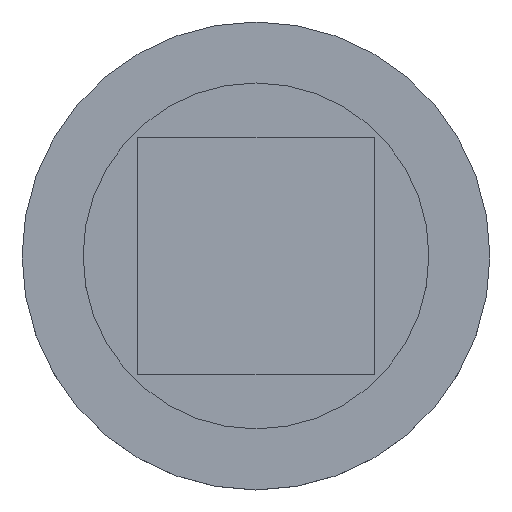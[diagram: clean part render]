
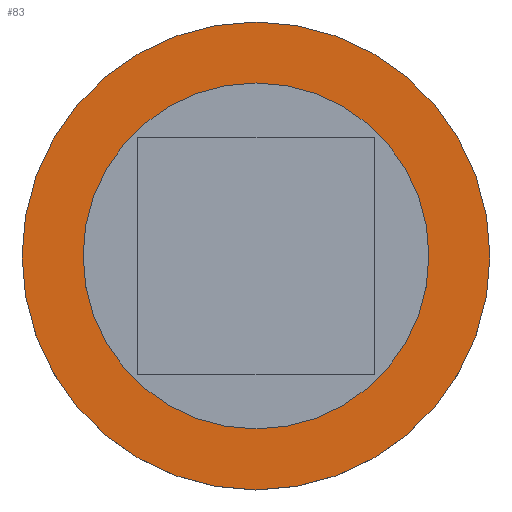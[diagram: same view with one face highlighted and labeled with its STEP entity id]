
A CAD part, top view. The second image highlights one B-rep face of the part: STEP entity #83.
In plain terms, the highlighted planar face has unit normal (0, 0, 1).
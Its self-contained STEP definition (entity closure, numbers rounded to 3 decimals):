
#63 = ORIENTED_EDGE ( 'NONE', *, *, #647, .F. ) ;
#65 = EDGE_CURVE ( 'NONE', #674, #672, #285, .T. ) ;
#66 = ORIENTED_EDGE ( 'NONE', *, *, #65, .F. ) ;
#67 = EDGE_LOOP ( 'NONE', ( #66, #63 ) ) ;
#74 = ORIENTED_EDGE ( 'NONE', *, *, #667, .F. ) ;
#76 = EDGE_LOOP ( 'NONE', ( #74, #93 ) ) ;
#83 = ADVANCED_FACE ( 'NONE', ( #445, #348 ), #411, .F. ) ;
#93 = ORIENTED_EDGE ( 'NONE', *, *, #652, .F. ) ;
#283 = CARTESIAN_POINT ( 'NONE',  ( 0., 0., 6.33 ) ) ;
#284 = AXIS2_PLACEMENT_3D ( 'NONE', #283, #315, #314 ) ;
#285 = CIRCLE ( 'NONE', #284, 19.75 ) ;
#314 = DIRECTION ( 'NONE',  ( -1., 0., 0. ) ) ;
#315 = DIRECTION ( 'NONE',  ( 0., 0., -1. ) ) ;
#346 = DIRECTION ( 'NONE',  ( 0., 0., -1. ) ) ;
#347 = CARTESIAN_POINT ( 'NONE',  ( 0., 22.805, 6.33 ) ) ;
#348 = FACE_OUTER_BOUND ( 'NONE', #67, .T. ) ;
#411 = PLANE ( 'NONE',  #427 ) ;
#417 = DIRECTION ( 'NONE',  ( -1., 0., 0. ) ) ;
#427 = AXIS2_PLACEMENT_3D ( 'NONE', #347, #346, #417 ) ;
#445 = FACE_BOUND ( 'NONE', #76, .T. ) ;
#594 = CARTESIAN_POINT ( 'NONE',  ( -14.6, 0., 6.33 ) ) ;
#599 = DIRECTION ( 'NONE',  ( 1., 0., 0. ) ) ;
#600 = DIRECTION ( 'NONE',  ( 0., 0., 1. ) ) ;
#601 = CARTESIAN_POINT ( 'NONE',  ( 0., 0., 6.33 ) ) ;
#602 = AXIS2_PLACEMENT_3D ( 'NONE', #601, #600, #599 ) ;
#603 = CIRCLE ( 'NONE', #602, 14.6 ) ;
#605 = DIRECTION ( 'NONE',  ( -1., 0., 0. ) ) ;
#606 = DIRECTION ( 'NONE',  ( 0., 0., -1. ) ) ;
#607 = CARTESIAN_POINT ( 'NONE',  ( 0., 0., 6.33 ) ) ;
#608 = AXIS2_PLACEMENT_3D ( 'NONE', #607, #606, #605 ) ;
#612 = CIRCLE ( 'NONE', #608, 19.75 ) ;
#620 = CARTESIAN_POINT ( 'NONE',  ( 19.75, 0., 6.33 ) ) ;
#625 = CARTESIAN_POINT ( 'NONE',  ( -19.75, 0., 6.33 ) ) ;
#631 = CARTESIAN_POINT ( 'NONE',  ( 14.6, 0., 6.33 ) ) ;
#632 = DIRECTION ( 'NONE',  ( 1., 0., 0. ) ) ;
#633 = DIRECTION ( 'NONE',  ( 0., 0., 1. ) ) ;
#634 = CARTESIAN_POINT ( 'NONE',  ( 0., 0., 6.33 ) ) ;
#635 = AXIS2_PLACEMENT_3D ( 'NONE', #634, #633, #632 ) ;
#639 = CIRCLE ( 'NONE', #635, 14.6 ) ;
#647 = EDGE_CURVE ( 'NONE', #672, #674, #612, .T. ) ;
#652 = EDGE_CURVE ( 'NONE', #657, #668, #603, .T. ) ;
#657 = VERTEX_POINT ( 'NONE', #594 ) ;
#667 = EDGE_CURVE ( 'NONE', #668, #657, #639, .T. ) ;
#668 = VERTEX_POINT ( 'NONE', #631 ) ;
#672 = VERTEX_POINT ( 'NONE', #625 ) ;
#674 = VERTEX_POINT ( 'NONE', #620 ) ;
